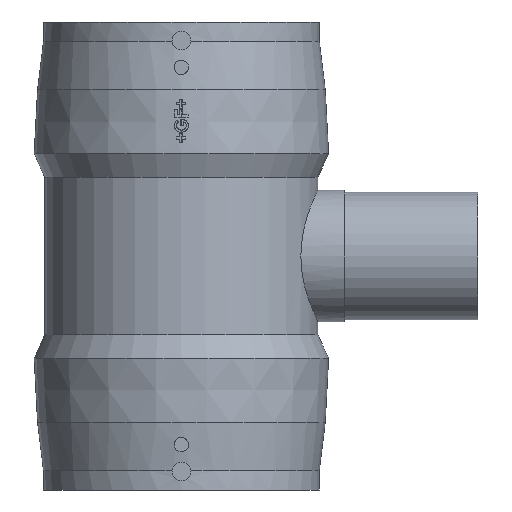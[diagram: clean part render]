
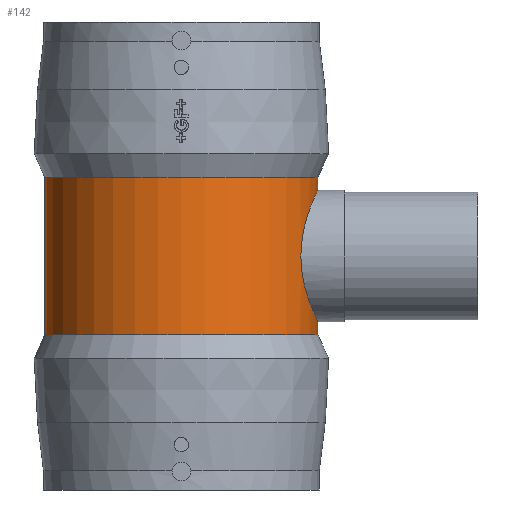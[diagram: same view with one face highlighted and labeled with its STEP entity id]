
A CAD part, front view. The second image highlights one B-rep face of the part: STEP entity #142.
In plain terms, the highlighted cylindrical face has radius 96.25 mm (diameter 192.5 mm), a partial arc.
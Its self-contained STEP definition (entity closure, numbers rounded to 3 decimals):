
#142=ADVANCED_FACE('',(#373),#374,.T.);
#373=FACE_OUTER_BOUND('',#702,.T.);
#374=CYLINDRICAL_SURFACE('',#703,96.25);
#702=EDGE_LOOP('',(#1066,#1067,#1068,#1069,#1070,#1071,#1072));
#703=AXIS2_PLACEMENT_3D('',#1073,#1074,#1075);
#1066=ORIENTED_EDGE('',*,*,#1982,.F.);
#1067=ORIENTED_EDGE('',*,*,#1983,.F.);
#1068=ORIENTED_EDGE('',*,*,#1984,.F.);
#1069=ORIENTED_EDGE('',*,*,#1979,.F.);
#1070=ORIENTED_EDGE('',*,*,#1985,.F.);
#1071=ORIENTED_EDGE('',*,*,#1986,.T.);
#1072=ORIENTED_EDGE('',*,*,#1987,.T.);
#1073=CARTESIAN_POINT('',(0.0,0.0,-27.266));
#1074=DIRECTION('',(0.0,0.0,-1.0));
#1075=DIRECTION('',(1.0,0.0,0.0));
#1979=EDGE_CURVE('',#2373,#2375,#2376,.T.);
#1982=EDGE_CURVE('',#2379,#2380,#2381,.T.);
#1983=EDGE_CURVE('',#2382,#2379,#2383,.T.);
#1984=EDGE_CURVE('',#2375,#2382,#2384,.T.);
#1985=EDGE_CURVE('',#2385,#2373,#2386,.T.);
#1986=EDGE_CURVE('',#2385,#2387,#2388,.T.);
#1987=EDGE_CURVE('',#2387,#2380,#2389,.T.);
#2373=VERTEX_POINT('',#3150);
#2375=VERTEX_POINT('',#3153);
#2376=CIRCLE('',#3154,96.25);
#2379=VERTEX_POINT('',#3158);
#2380=VERTEX_POINT('',#3159);
#2381=LINE('',#3160,#3161);
#2382=VERTEX_POINT('',#3162);
#2383=CIRCLE('',#3163,96.25);
#2384=LINE('',#3164,#3165);
#2385=VERTEX_POINT('',#3166);
#2386=LINE('',#3167,#3168);
#2387=VERTEX_POINT('',#3169);
#2388=B_SPLINE_CURVE_WITH_KNOTS('',3,(#3170,#3171,#3172,#3173,#3174,#3175,#3176,#3177,#3178,#3179,#3180,#3181,#3182,#3183,#3184,#3185,#3186,#3187,#3188,#3189,#3190,#3191,#3192,#3193,#3194,#3195,#3196,#3197,#3198,#3199,#3200,#3201,#3202,#3203),.UNSPECIFIED.,.F.,.F.,(4,2,2,2,2,2,2,2,2,2,2,2,2,2,2,2,4),(214.164,218.621,223.077,227.534,231.99,236.447,240.904,245.36,249.817,254.284,258.751,263.218,267.684,272.151,276.618,281.085,285.552),.UNSPECIFIED.);
#2389=B_SPLINE_CURVE_WITH_KNOTS('',3,(#3204,#3205,#3206,#3207,#3208,#3209,#3210,#3211,#3212,#3213,#3214,#3215,#3216,#3217,#3218,#3219,#3220,#3221,#3222,#3223,#3224,#3225,#3226,#3227,#3228,#3229,#3230,#3231,#3232,#3233,#3234,#3235,#3236,#3237),.UNSPECIFIED.,.F.,.F.,(4,2,2,2,2,2,2,2,2,2,2,2,2,2,2,2,4),(0.0,4.467,8.934,13.401,17.868,22.335,26.802,31.269,35.736,40.192,44.649,49.105,53.562,58.018,62.475,66.932,71.388),.UNSPECIFIED.);
#3150=CARTESIAN_POINT('',(96.25,0.0,-55.532));
#3153=CARTESIAN_POINT('',(-96.25,0.,-55.532));
#3154=AXIS2_PLACEMENT_3D('',#4808,#4809,#4810);
#3158=CARTESIAN_POINT('',(96.25,0.,55.532));
#3159=CARTESIAN_POINT('',(96.25,0.,46.5));
#3160=CARTESIAN_POINT('',(96.25,0.,-27.266));
#3161=VECTOR('',#4812,1.0);
#3162=CARTESIAN_POINT('',(-96.25,0.0,55.532));
#3163=AXIS2_PLACEMENT_3D('',#4813,#4814,#4815);
#3164=CARTESIAN_POINT('',(-96.25,0.,-27.266));
#3165=VECTOR('',#4816,1.0);
#3166=CARTESIAN_POINT('',(96.25,0.,-46.5));
#3167=CARTESIAN_POINT('',(96.25,0.,-27.266));
#3168=VECTOR('',#4817,1.0);
#3169=CARTESIAN_POINT('',(84.272,-46.5,0.));
#3170=CARTESIAN_POINT('',(96.25,0.,-46.5));
#3171=CARTESIAN_POINT('',(96.25,-1.486,-46.5));
#3172=CARTESIAN_POINT('',(96.215,-2.993,-46.429));
#3173=CARTESIAN_POINT('',(96.073,-6.02,-46.134));
#3174=CARTESIAN_POINT('',(95.966,-7.541,-45.91));
#3175=CARTESIAN_POINT('',(95.68,-10.567,-45.31));
#3176=CARTESIAN_POINT('',(95.502,-12.072,-44.932));
#3177=CARTESIAN_POINT('',(95.08,-15.04,-44.028));
#3178=CARTESIAN_POINT('',(94.836,-16.502,-43.501));
#3179=CARTESIAN_POINT('',(94.294,-19.36,-42.306));
#3180=CARTESIAN_POINT('',(93.996,-20.757,-41.639));
#3181=CARTESIAN_POINT('',(93.357,-23.463,-40.176));
#3182=CARTESIAN_POINT('',(93.016,-24.773,-39.381));
#3183=CARTESIAN_POINT('',(92.31,-27.287,-37.682));
#3184=CARTESIAN_POINT('',(91.944,-28.492,-36.779));
#3185=CARTESIAN_POINT('',(91.204,-30.78,-34.887));
#3186=CARTESIAN_POINT('',(90.829,-31.863,-33.898));
#3187=CARTESIAN_POINT('',(90.089,-33.9,-31.861));
#3188=CARTESIAN_POINT('',(89.709,-34.89,-30.775));
#3189=CARTESIAN_POINT('',(88.95,-36.784,-28.485));
#3190=CARTESIAN_POINT('',(88.57,-37.687,-27.28));
#3191=CARTESIAN_POINT('',(87.828,-39.385,-24.767));
#3192=CARTESIAN_POINT('',(87.466,-40.179,-23.458));
#3193=CARTESIAN_POINT('',(86.78,-41.64,-20.754));
#3194=CARTESIAN_POINT('',(86.456,-42.307,-19.359));
#3195=CARTESIAN_POINT('',(85.862,-43.5,-16.505));
#3196=CARTESIAN_POINT('',(85.592,-44.027,-15.044));
#3197=CARTESIAN_POINT('',(85.121,-44.931,-12.079));
#3198=CARTESIAN_POINT('',(84.92,-45.308,-10.575));
#3199=CARTESIAN_POINT('',(84.596,-45.909,-7.55));
#3200=CARTESIAN_POINT('',(84.474,-46.133,-6.029));
#3201=CARTESIAN_POINT('',(84.312,-46.428,-2.998));
#3202=CARTESIAN_POINT('',(84.272,-46.5,-1.489));
#3203=CARTESIAN_POINT('',(84.272,-46.5,0.));
#3204=CARTESIAN_POINT('',(84.272,-46.5,0.));
#3205=CARTESIAN_POINT('',(84.272,-46.5,1.489));
#3206=CARTESIAN_POINT('',(84.312,-46.428,2.998));
#3207=CARTESIAN_POINT('',(84.474,-46.133,6.029));
#3208=CARTESIAN_POINT('',(84.596,-45.909,7.55));
#3209=CARTESIAN_POINT('',(84.92,-45.308,10.575));
#3210=CARTESIAN_POINT('',(85.121,-44.931,12.079));
#3211=CARTESIAN_POINT('',(85.592,-44.027,15.044));
#3212=CARTESIAN_POINT('',(85.862,-43.5,16.505));
#3213=CARTESIAN_POINT('',(86.456,-42.307,19.359));
#3214=CARTESIAN_POINT('',(86.78,-41.64,20.754));
#3215=CARTESIAN_POINT('',(87.466,-40.179,23.458));
#3216=CARTESIAN_POINT('',(87.828,-39.385,24.767));
#3217=CARTESIAN_POINT('',(88.57,-37.687,27.28));
#3218=CARTESIAN_POINT('',(88.95,-36.784,28.485));
#3219=CARTESIAN_POINT('',(89.709,-34.89,30.775));
#3220=CARTESIAN_POINT('',(90.089,-33.9,31.861));
#3221=CARTESIAN_POINT('',(90.829,-31.863,33.898));
#3222=CARTESIAN_POINT('',(91.204,-30.78,34.887));
#3223=CARTESIAN_POINT('',(91.944,-28.492,36.779));
#3224=CARTESIAN_POINT('',(92.31,-27.287,37.682));
#3225=CARTESIAN_POINT('',(93.016,-24.773,39.381));
#3226=CARTESIAN_POINT('',(93.357,-23.463,40.176));
#3227=CARTESIAN_POINT('',(93.996,-20.757,41.639));
#3228=CARTESIAN_POINT('',(94.294,-19.36,42.306));
#3229=CARTESIAN_POINT('',(94.836,-16.502,43.501));
#3230=CARTESIAN_POINT('',(95.08,-15.04,44.028));
#3231=CARTESIAN_POINT('',(95.502,-12.072,44.932));
#3232=CARTESIAN_POINT('',(95.68,-10.567,45.31));
#3233=CARTESIAN_POINT('',(95.966,-7.541,45.91));
#3234=CARTESIAN_POINT('',(96.073,-6.02,46.134));
#3235=CARTESIAN_POINT('',(96.215,-2.993,46.429));
#3236=CARTESIAN_POINT('',(96.25,-1.486,46.5));
#3237=CARTESIAN_POINT('',(96.25,0.,46.5));
#4808=CARTESIAN_POINT('',(0.0,0.0,-55.532));
#4809=DIRECTION('',(0.0,0.0,-1.0));
#4810=DIRECTION('',(1.0,0.0,0.0));
#4812=DIRECTION('',(0.0,0.0,-1.0));
#4813=CARTESIAN_POINT('',(0.0,0.0,55.532));
#4814=DIRECTION('',(0.0,0.0,1.0));
#4815=DIRECTION('',(-1.0,0.0,0.0));
#4816=DIRECTION('',(-0.0,-0.0,1.0));
#4817=DIRECTION('',(0.0,0.0,-1.0));
